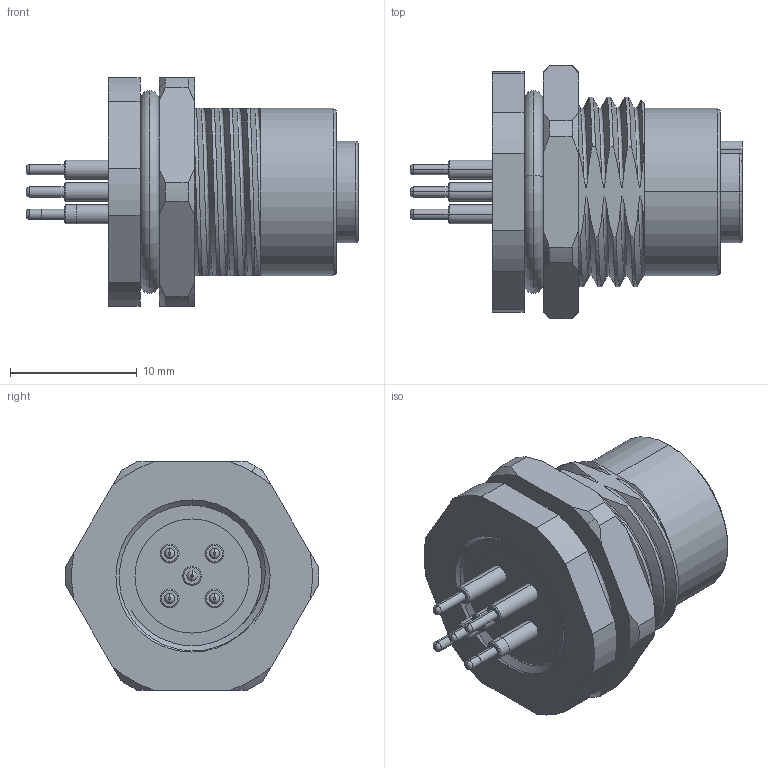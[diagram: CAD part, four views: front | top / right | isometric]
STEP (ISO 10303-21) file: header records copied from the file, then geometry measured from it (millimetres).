
FILE_DESCRIPTION (( 'STEP AP203' ), '1' );
FILE_NAME ('54-00354A.STEP', '2023-02-03T21:45:57', ( '' ), ( '' ), 'SwSTEP 2.0', 'SolidWorks 2021', '' );
FILE_SCHEMA (( 'CONFIG_CONTROL_DESIGN' ));
Length unit declared in the file: millimetre
Products named in the file (7): 54-00354-06___; 54-00354-04___; 54-00354-03___; 54-00354-02___; 54-00354A; 54-00354-05___; 54-00354-01___
Assembly tree (11 placements, depth 2):
  54-00354A
    54-00354-01___
    54-00354-02___
    54-00354-06___
    54-00354-05___
    54-00354-04___
    54-00354-03___  x6
Bounding box: 26.2 x 19.99 x 18 mm (x, y, z)
Volume: 3008.7 mm3; surface area: 5667.8 mm2
Topology: 12 solids, 12 shells, 412 faces, 1022 edges, 646 vertices
Faces by surface type: cylinder 149, plane 114, cone 59, torus 47, bspline 43
Entity records: 21533 total; most frequent: CARTESIAN_POINT 15009, ORIENTED_EDGE 1300, DIRECTION 1068, EDGE_CURVE 650, AXIS2_PLACEMENT_3D 432, VERTEX_POINT 421, EDGE_LOOP 281, ADVANCED_FACE 252
